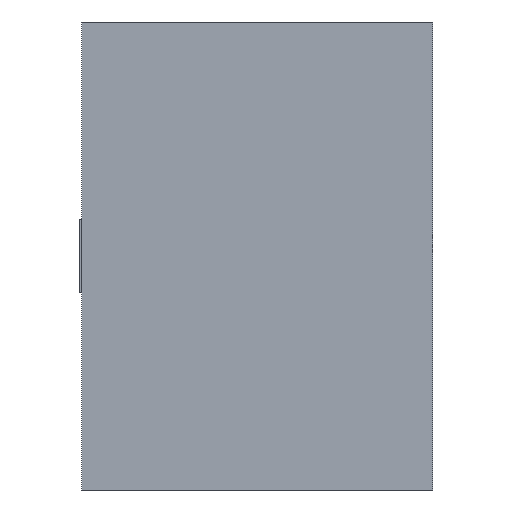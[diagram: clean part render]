
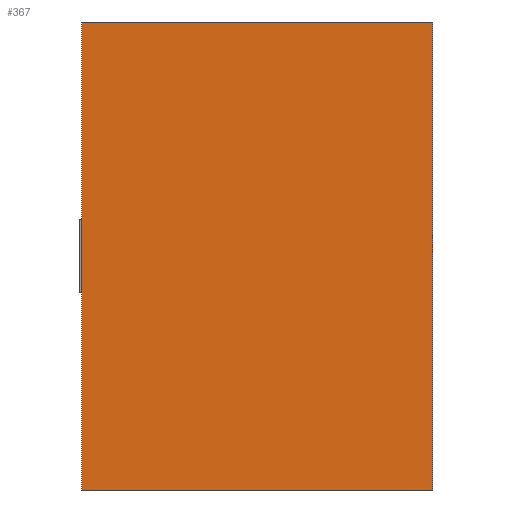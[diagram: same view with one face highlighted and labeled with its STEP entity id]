
A CAD part, left-side view. The second image highlights one B-rep face of the part: STEP entity #367.
In plain terms, the highlighted planar face has unit normal (-1, 0, 0).
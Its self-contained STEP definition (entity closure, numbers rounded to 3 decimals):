
#23=FACE_OUTER_BOUND('',#47,.T.);
#47=EDGE_LOOP('',(#253,#254,#255,#256));
#75=LINE('',#543,#123);
#76=LINE('',#546,#124);
#77=LINE('',#548,#125);
#78=LINE('',#549,#126);
#123=VECTOR('',#442,10.);
#124=VECTOR('',#445,10.);
#125=VECTOR('',#446,10.);
#126=VECTOR('',#447,10.);
#169=VERTEX_POINT('',#539);
#170=VERTEX_POINT('',#541);
#171=VERTEX_POINT('',#545);
#172=VERTEX_POINT('',#547);
#203=EDGE_CURVE('',#169,#170,#75,.T.);
#204=EDGE_CURVE('',#169,#171,#76,.T.);
#205=EDGE_CURVE('',#172,#170,#77,.T.);
#206=EDGE_CURVE('',#171,#172,#78,.T.);
#253=ORIENTED_EDGE('',*,*,#204,.F.);
#254=ORIENTED_EDGE('',*,*,#203,.T.);
#255=ORIENTED_EDGE('',*,*,#205,.F.);
#256=ORIENTED_EDGE('',*,*,#206,.F.);
#343=PLANE('',#408);
#367=ADVANCED_FACE('',(#23),#343,.T.);
#408=AXIS2_PLACEMENT_3D('',#544,#443,#444);
#442=DIRECTION('',(0.,1.,0.));
#443=DIRECTION('center_axis',(-1.,0.,0.));
#444=DIRECTION('ref_axis',(0.,0.,1.));
#445=DIRECTION('',(0.,0.,-1.));
#446=DIRECTION('',(0.,0.,1.));
#447=DIRECTION('',(0.,1.,0.));
#539=CARTESIAN_POINT('',(-1.6,0.,0.8));
#541=CARTESIAN_POINT('',(-1.6,1.2,0.8));
#543=CARTESIAN_POINT('',(-1.6,0.,0.8));
#544=CARTESIAN_POINT('Origin',(-1.6,0.,-0.8));
#545=CARTESIAN_POINT('',(-1.6,0.,-0.8));
#546=CARTESIAN_POINT('',(-1.6,0.,0.8));
#547=CARTESIAN_POINT('',(-1.6,1.2,-0.8));
#548=CARTESIAN_POINT('',(-1.6,1.2,0.8));
#549=CARTESIAN_POINT('',(-1.6,0.,-0.8));
